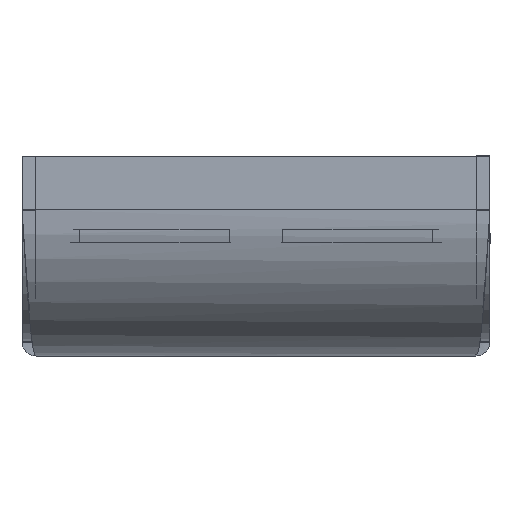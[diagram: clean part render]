
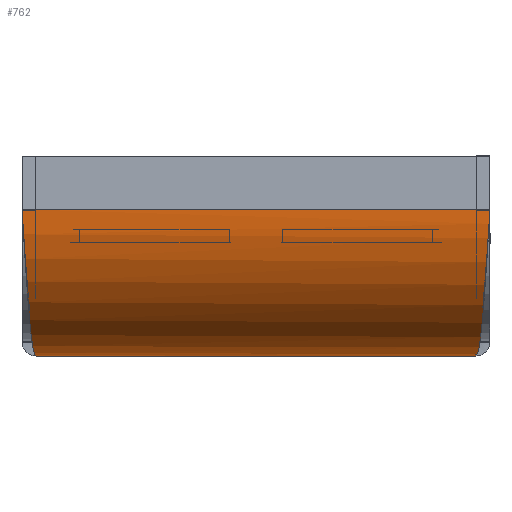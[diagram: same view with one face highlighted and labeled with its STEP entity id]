
A CAD part, left-side view. The second image highlights one B-rep face of the part: STEP entity #762.
In plain terms, the highlighted cylindrical face has radius 22 mm (diameter 44 mm), a partial arc.
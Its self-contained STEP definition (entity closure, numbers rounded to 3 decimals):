
#332 = CARTESIAN_POINT ( 'NONE',  ( -350., 35.1, 20. ) ) ;
#370 = CARTESIAN_POINT ( 'NONE',  ( -350., -35.1, 20. ) ) ;
#406 = CARTESIAN_POINT ( 'NONE',  ( -328., -33., -2. ) ) ;
#407 = CARTESIAN_POINT ( 'NONE',  ( -328., 33., -2. ) ) ;
#491 = DIRECTION ( 'NONE',  ( 0., -1., 0. ) ) ;
#492 = CARTESIAN_POINT ( 'NONE',  ( -328., 33., -2. ) ) ;
#493 = LINE ( 'NONE', #492, #2708 ) ;
#610 = EDGE_CURVE ( 'NONE', #3811, #3710, #3428, .T. ) ;
#613 = EDGE_CURVE ( 'NONE', #3711, #3773, #3411, .T. ) ;
#615 = EDGE_CURVE ( 'NONE', #3773, #3811, #2574, .T. ) ;
#762 = ADVANCED_FACE ( 'NONE', ( #1584 ), #1603, .T. ) ;
#1584 = FACE_OUTER_BOUND ( 'NONE', #3257, .T. ) ;
#1588 = DIRECTION ( 'NONE',  ( 0., 1., 0. ) ) ;
#1600 = DIRECTION ( 'NONE',  ( 0., 0., 1. ) ) ;
#1603 = CYLINDRICAL_SURFACE ( 'NONE', #2976, 22. ) ;
#1605 = CARTESIAN_POINT ( 'NONE',  ( -328., -77.59, 20. ) ) ;
#2547 = EDGE_CURVE ( 'NONE', #3710, #3711, #493, .T. ) ;
#2571 = CARTESIAN_POINT ( 'NONE',  ( -350., 33., 20. ) ) ;
#2572 = CARTESIAN_POINT ( 'NONE',  ( -339.025, -33.7, 0.908 ) ) ;
#2574 = LINE ( 'NONE', #2571, #3137 ) ;
#2575 = CARTESIAN_POINT ( 'NONE',  ( -337.749, -33.612, 0.226 ) ) ;
#2576 = CARTESIAN_POINT ( 'NONE',  ( -350., -35.1, 20. ) ) ;
#2577 = CARTESIAN_POINT ( 'NONE',  ( -350., -35.013, 18.56 ) ) ;
#2578 = CARTESIAN_POINT ( 'NONE',  ( -335.089, -33.438, -0.876 ) ) ;
#2579 = CARTESIAN_POINT ( 'NONE',  ( -349.858, -34.925, 17.12 ) ) ;
#2580 = CARTESIAN_POINT ( 'NONE',  ( -349.296, -34.75, 14.296 ) ) ;
#2581 = CARTESIAN_POINT ( 'NONE',  ( -348.876, -34.663, 12.911 ) ) ;
#2582 = CARTESIAN_POINT ( 'NONE',  ( -347.774, -34.488, 10.251 ) ) ;
#2583 = CARTESIAN_POINT ( 'NONE',  ( -347.092, -34.4, 8.975 ) ) ;
#2584 = CARTESIAN_POINT ( 'NONE',  ( -333.704, -33.35, -1.296 ) ) ;
#2585 = CARTESIAN_POINT ( 'NONE',  ( -345.492, -34.225, 6.58 ) ) ;
#2586 = CARTESIAN_POINT ( 'NONE',  ( -330.88, -33.175, -1.858 ) ) ;
#2587 = CARTESIAN_POINT ( 'NONE',  ( -344.575, -34.138, 5.462 ) ) ;
#2588 = CARTESIAN_POINT ( 'NONE',  ( -329.44, -33.087, -2. ) ) ;
#2589 = CARTESIAN_POINT ( 'NONE',  ( -342.538, -33.963, 3.425 ) ) ;
#2590 = CARTESIAN_POINT ( 'NONE',  ( -341.42, -33.875, 2.508 ) ) ;
#2708 = VECTOR ( 'NONE', #491, 1000. ) ;
#2976 = AXIS2_PLACEMENT_3D ( 'NONE', #1605, #1588, #1600 ) ;
#3137 = VECTOR ( 'NONE', #4132, 1000. ) ;
#3180 = CARTESIAN_POINT ( 'NONE',  ( -328., -33., -2. ) ) ;
#3257 = EDGE_LOOP ( 'NONE', ( #4317, #3645, #4186, #4195 ) ) ;
#3411 = B_SPLINE_CURVE_WITH_KNOTS ( 'NONE', 3,
 ( #3180, #2588, #2586, #2584, #2578, #2575, #2572, #2590, #2589, #2587, #2585, #2583, #2582, #2581, #2580, #2579, #2577, #2576 ),
 .UNSPECIFIED., .F., .F.,
 ( 4, 2, 2, 2, 2, 2, 2, 2, 4 ),
 ( 0., 0.125, 0.25, 0.375, 0.5, 0.625, 0.75, 0.875, 1. ),
 .UNSPECIFIED. ) ;
#3428 = B_SPLINE_CURVE_WITH_KNOTS ( 'NONE', 3,
 ( #3521, #3516, #3515, #3514, #3513, #3512, #3511, #3510, #3509, #3508, #3507, #3506, #3505, #3504, #3503, #3502, #3501, #3500 ),
 .UNSPECIFIED., .F., .F.,
 ( 4, 2, 2, 2, 2, 2, 2, 2, 4 ),
 ( 0., 0.125, 0.25, 0.375, 0.5, 0.625, 0.75, 0.875, 1. ),
 .UNSPECIFIED. ) ;
#3500 = CARTESIAN_POINT ( 'NONE',  ( -328., 33., -2. ) ) ;
#3501 = CARTESIAN_POINT ( 'NONE',  ( -329.44, 33.088, -2. ) ) ;
#3502 = CARTESIAN_POINT ( 'NONE',  ( -330.88, 33.175, -1.858 ) ) ;
#3503 = CARTESIAN_POINT ( 'NONE',  ( -333.704, 33.35, -1.296 ) ) ;
#3504 = CARTESIAN_POINT ( 'NONE',  ( -335.089, 33.438, -0.876 ) ) ;
#3505 = CARTESIAN_POINT ( 'NONE',  ( -337.749, 33.613, 0.226 ) ) ;
#3506 = CARTESIAN_POINT ( 'NONE',  ( -339.025, 33.7, 0.908 ) ) ;
#3507 = CARTESIAN_POINT ( 'NONE',  ( -341.42, 33.875, 2.508 ) ) ;
#3508 = CARTESIAN_POINT ( 'NONE',  ( -342.538, 33.963, 3.425 ) ) ;
#3509 = CARTESIAN_POINT ( 'NONE',  ( -344.575, 34.138, 5.462 ) ) ;
#3510 = CARTESIAN_POINT ( 'NONE',  ( -345.492, 34.225, 6.58 ) ) ;
#3511 = CARTESIAN_POINT ( 'NONE',  ( -347.092, 34.4, 8.975 ) ) ;
#3512 = CARTESIAN_POINT ( 'NONE',  ( -347.774, 34.488, 10.251 ) ) ;
#3513 = CARTESIAN_POINT ( 'NONE',  ( -348.876, 34.663, 12.911 ) ) ;
#3514 = CARTESIAN_POINT ( 'NONE',  ( -349.296, 34.75, 14.296 ) ) ;
#3515 = CARTESIAN_POINT ( 'NONE',  ( -349.858, 34.925, 17.12 ) ) ;
#3516 = CARTESIAN_POINT ( 'NONE',  ( -350., 35.013, 18.56 ) ) ;
#3521 = CARTESIAN_POINT ( 'NONE',  ( -350., 35.1, 20. ) ) ;
#3645 = ORIENTED_EDGE ( 'NONE', *, *, #613, .T. ) ;
#3710 = VERTEX_POINT ( 'NONE', #407 ) ;
#3711 = VERTEX_POINT ( 'NONE', #406 ) ;
#3773 = VERTEX_POINT ( 'NONE', #370 ) ;
#3811 = VERTEX_POINT ( 'NONE', #332 ) ;
#4132 = DIRECTION ( 'NONE',  ( 0., 1., 0. ) ) ;
#4186 = ORIENTED_EDGE ( 'NONE', *, *, #615, .T. ) ;
#4195 = ORIENTED_EDGE ( 'NONE', *, *, #610, .T. ) ;
#4317 = ORIENTED_EDGE ( 'NONE', *, *, #2547, .T. ) ;
